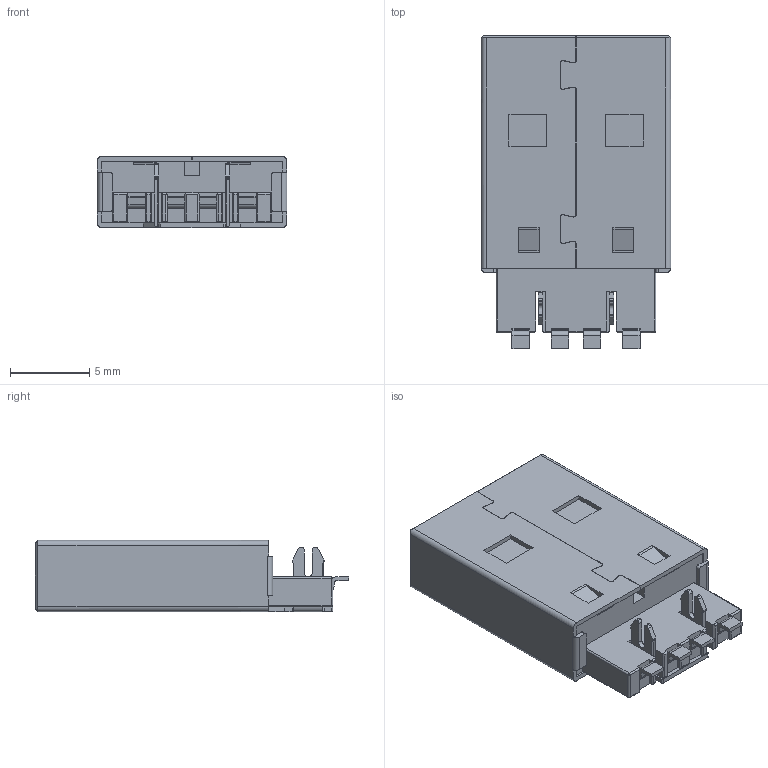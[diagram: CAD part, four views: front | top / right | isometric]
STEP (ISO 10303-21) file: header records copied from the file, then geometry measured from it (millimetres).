
FILE_DESCRIPTION(/* description */ ('Unknown'),/* implementation_level */ '2;1');
FILE_NAME(/* name */ '629x04113921',/* time_stamp */ '2016-01-29T12:05:38+01:00',/* author */ ('Unknown'),/* organization */ ('Unknown'),/* preprocessor_version */ 'ST-DEVELOPER v16',/* originating_system */ 'DEX',/* authorisation */ $);
FILE_SCHEMA (('AUTOMOTIVE_DESIGN {1 0 10303 214 3 1 1}'));
Length unit declared in the file: millimetre
Products named in the file (5): 629x04113921; Shielding; Pin_2; Pin; Insulator
Assembly tree (6 placements, depth 2):
  629x04113921
    Shielding
    Pin_2  x2
    Pin  x2
    Insulator
Bounding box: 12 x 19.8 x 4.5 mm (x, y, z)
Volume: 636.9 mm3; surface area: 2008.1 mm2
Topology: 6 solids, 6 shells, 586 faces, 1624 edges, 1048 vertices
Faces by surface type: plane 414, cylinder 168, sphere 4
Entity records: 17202 total; most frequent: CARTESIAN_POINT 3103, ORIENTED_EDGE 2872, DIRECTION 2758, EDGE_CURVE 1436, LINE 1140, VECTOR 1140, VERTEX_POINT 928, AXIS2_PLACEMENT_3D 809
